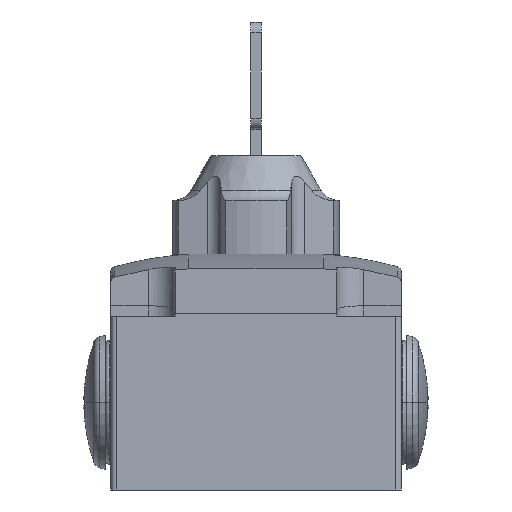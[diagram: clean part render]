
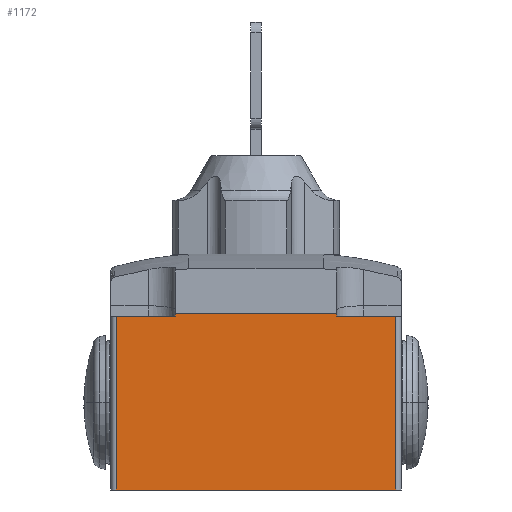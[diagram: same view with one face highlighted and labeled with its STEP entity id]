
A CAD part, front view. The second image highlights one B-rep face of the part: STEP entity #1172.
In plain terms, the highlighted planar face has unit normal (0, -1, 0).
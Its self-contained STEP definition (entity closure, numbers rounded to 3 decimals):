
#1172=ADVANCED_FACE('',(#2487),#2488,.T.);
#2487=FACE_OUTER_BOUND('',#3997,.T.);
#2488=PLANE('',#3998);
#3997=EDGE_LOOP('',(#7207,#7208,#7209,#7210,#7211,#7212,#7213,#7214));
#3998=AXIS2_PLACEMENT_3D('',#7215,#7216,#7217);
#7207=ORIENTED_EDGE('',*,*,#10090,.T.);
#7208=ORIENTED_EDGE('',*,*,#10293,.T.);
#7209=ORIENTED_EDGE('',*,*,#10300,.T.);
#7210=ORIENTED_EDGE('',*,*,#10302,.F.);
#7211=ORIENTED_EDGE('',*,*,#10303,.T.);
#7212=ORIENTED_EDGE('',*,*,#10304,.T.);
#7213=ORIENTED_EDGE('',*,*,#10284,.T.);
#7214=ORIENTED_EDGE('',*,*,#10274,.T.);
#7215=CARTESIAN_POINT('',(31.988,0.,0.0));
#7216=DIRECTION('',(0.0,-1.0,0.0));
#7217=DIRECTION('',(0.0,0.0,1.0));
#10090=EDGE_CURVE('',#12323,#12321,#12324,.T.);
#10274=EDGE_CURVE('',#12585,#12323,#12586,.T.);
#10284=EDGE_CURVE('',#12599,#12585,#12600,.T.);
#10293=EDGE_CURVE('',#12321,#12611,#12613,.T.);
#10300=EDGE_CURVE('',#12611,#12621,#12623,.T.);
#10302=EDGE_CURVE('',#12625,#12621,#12626,.T.);
#10303=EDGE_CURVE('',#12625,#12627,#12628,.T.);
#10304=EDGE_CURVE('',#12627,#12599,#12629,.T.);
#12321=VERTEX_POINT('',#15905);
#12323=VERTEX_POINT('',#15907);
#12324=LINE('',#15908,#15909);
#12585=VERTEX_POINT('',#16320);
#12586=LINE('',#16321,#16322);
#12599=VERTEX_POINT('',#16340);
#12600=LINE('',#16341,#16342);
#12611=VERTEX_POINT('',#16356);
#12613=LINE('',#16359,#16360);
#12621=VERTEX_POINT('',#16371);
#12623=LINE('',#16373,#16374);
#12625=VERTEX_POINT('',#16376);
#12626=LINE('',#16377,#16378);
#12627=VERTEX_POINT('',#16379);
#12628=LINE('',#16380,#16381);
#12629=LINE('',#16382,#16383);
#15905=CARTESIAN_POINT('',(16.988,0.,32.805));
#15907=CARTESIAN_POINT('',(46.988,0.,32.805));
#15908=CARTESIAN_POINT('',(31.988,0.,32.805));
#15909=VECTOR('',#19252,1.0);
#16320=CARTESIAN_POINT('',(46.988,0.,32.3));
#16321=CARTESIAN_POINT('',(46.988,0.,18.65));
#16322=VECTOR('',#19502,1.0);
#16340=CARTESIAN_POINT('',(57.988,0.,32.3));
#16341=CARTESIAN_POINT('',(43.035,0.,32.3));
#16342=VECTOR('',#19511,1.0);
#16356=CARTESIAN_POINT('',(16.988,0.,32.3));
#16359=CARTESIAN_POINT('',(16.988,0.,16.15));
#16360=VECTOR('',#19522,1.0);
#16371=CARTESIAN_POINT('',(5.988,0.,32.3));
#16373=CARTESIAN_POINT('',(20.941,0.,32.3));
#16374=VECTOR('',#19529,1.0);
#16376=CARTESIAN_POINT('',(5.988,0.,0.0));
#16377=CARTESIAN_POINT('',(5.988,0.,0.0));
#16378=VECTOR('',#19530,1.0);
#16379=CARTESIAN_POINT('',(57.988,0.,0.0));
#16380=CARTESIAN_POINT('',(5.988,0.,0.0));
#16381=VECTOR('',#19531,1.0);
#16382=CARTESIAN_POINT('',(57.988,0.,0.0));
#16383=VECTOR('',#19532,1.0);
#19252=DIRECTION('',(-1.0,-0.0,0.0));
#19502=DIRECTION('',(0.0,-0.0,1.0));
#19511=DIRECTION('',(-1.0,0.0,0.0));
#19522=DIRECTION('',(0.0,0.0,-1.0));
#19529=DIRECTION('',(-1.0,-0.0,0.0));
#19530=DIRECTION('',(0.0,0.0,1.0));
#19531=DIRECTION('',(1.0,0.0,0.0));
#19532=DIRECTION('',(0.0,0.0,1.0));
